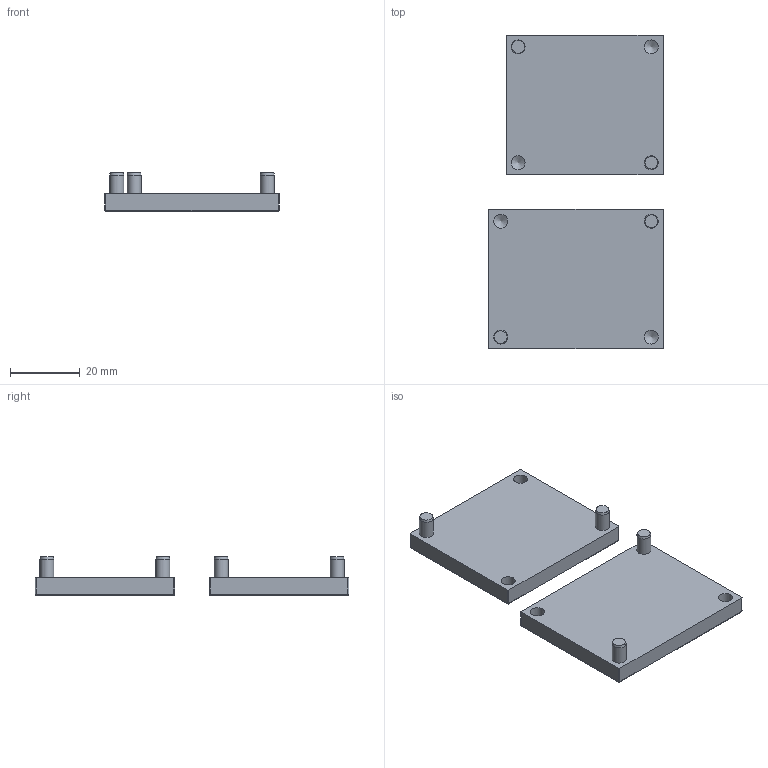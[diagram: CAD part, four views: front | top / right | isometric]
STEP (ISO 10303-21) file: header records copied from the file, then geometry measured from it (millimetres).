
FILE_DESCRIPTION(/* description */ (''),/* implementation_level */ '2;1');
FILE_NAME(/* name */ '.stp',/* time_stamp */ '2019-08-16T09:25:36+02:00',/* author */ ('DBe'),/* organization */ (''),/* preprocessor_version */ 'ST-DEVELOPER v17.2',/* originating_system */ 'Autodesk Inventor 2019',/* authorisation */ '');
FILE_SCHEMA (('AUTOMOTIVE_DESIGN { 1 0 10303 214 3 1 1 }'));
Length unit declared in the file: millimetre
Products named in the file (3): Ensemble2; Embout bandeau SAF SLIM 50x40 gauche; Embout bandeau SAF SLIM droit
Assembly tree (2 placements, depth 2):
  Ensemble2
    Embout bandeau SAF SLIM 50x40 gauche
    Embout bandeau SAF SLIM droit
Bounding box: 50 x 90 x 11 mm (x, y, z)
Volume: 19088.1 mm3; surface area: 10240.9 mm2
Topology: 6 solids, 6 shells, 68 faces, 160 edges, 104 vertices
Faces by surface type: cylinder 28, plane 16, sphere 12, cone 12
Full cylindrical faces by diameter (mm): 4 x12
Entity records: 2085 total; most frequent: DIRECTION 386, CARTESIAN_POINT 329, ORIENTED_EDGE 304, AXIS2_PLACEMENT_3D 161, EDGE_CURVE 152, VERTEX_POINT 104, CIRCLE 88, EDGE_LOOP 76
